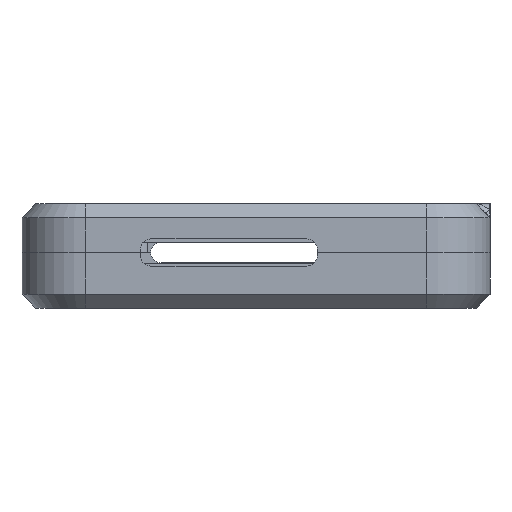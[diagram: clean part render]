
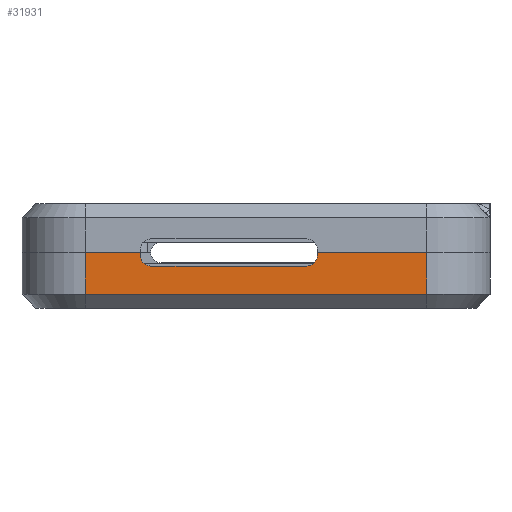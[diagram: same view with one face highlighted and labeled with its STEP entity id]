
A CAD part, left-side view. The second image highlights one B-rep face of the part: STEP entity #31931.
In plain terms, the highlighted planar face has unit normal (-1, 0, 0).
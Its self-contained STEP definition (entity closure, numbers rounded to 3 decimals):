
#377=CIRCLE('',#33660,0.75);
#379=CIRCLE('',#33664,0.75);
#1764=FACE_OUTER_BOUND('',#3371,.T.);
#3371=EDGE_LOOP('',(#27056,#27057,#27058,#27059,#27060,#27061,#27062,#27063,
#27064,#27065));
#7145=LINE('',#49766,#11468);
#7152=LINE('',#49785,#11475);
#7191=LINE('',#50076,#11514);
#7197=LINE('',#50090,#11520);
#7198=LINE('',#50093,#11521);
#7199=LINE('',#50095,#11522);
#7200=LINE('',#50097,#11523);
#7201=LINE('',#50098,#11524);
#11468=VECTOR('',#40276,10.);
#11475=VECTOR('',#40293,10.);
#11514=VECTOR('',#40472,10.);
#11520=VECTOR('',#40484,10.);
#11521=VECTOR('',#40487,10.);
#11522=VECTOR('',#40488,10.);
#11523=VECTOR('',#40489,10.);
#11524=VECTOR('',#40490,10.);
#14756=VERTEX_POINT('',#49759);
#14757=VERTEX_POINT('',#49761);
#14758=VERTEX_POINT('',#49765);
#14762=VERTEX_POINT('',#49774);
#14763=VERTEX_POINT('',#49776);
#14826=VERTEX_POINT('',#50073);
#14827=VERTEX_POINT('',#50075);
#14833=VERTEX_POINT('',#50092);
#14834=VERTEX_POINT('',#50094);
#14835=VERTEX_POINT('',#50096);
#19012=EDGE_CURVE('',#14756,#14757,#377,.T.);
#19014=EDGE_CURVE('',#14758,#14757,#7145,.T.);
#19019=EDGE_CURVE('',#14762,#14763,#379,.T.);
#19024=EDGE_CURVE('',#14756,#14763,#7152,.T.);
#19113=EDGE_CURVE('',#14826,#14827,#7191,.T.);
#19121=EDGE_CURVE('',#14762,#14827,#7197,.T.);
#19122=EDGE_CURVE('',#14833,#14826,#7198,.T.);
#19123=EDGE_CURVE('',#14834,#14833,#7199,.T.);
#19124=EDGE_CURVE('',#14834,#14835,#7200,.T.);
#19125=EDGE_CURVE('',#14758,#14835,#7201,.T.);
#27056=ORIENTED_EDGE('',*,*,#19014,.T.);
#27057=ORIENTED_EDGE('',*,*,#19012,.F.);
#27058=ORIENTED_EDGE('',*,*,#19024,.T.);
#27059=ORIENTED_EDGE('',*,*,#19019,.F.);
#27060=ORIENTED_EDGE('',*,*,#19121,.T.);
#27061=ORIENTED_EDGE('',*,*,#19113,.F.);
#27062=ORIENTED_EDGE('',*,*,#19122,.F.);
#27063=ORIENTED_EDGE('',*,*,#19123,.F.);
#27064=ORIENTED_EDGE('',*,*,#19124,.T.);
#27065=ORIENTED_EDGE('',*,*,#19125,.F.);
#30385=PLANE('',#33740);
#31931=ADVANCED_FACE('',(#1764),#30385,.T.);
#33660=AXIS2_PLACEMENT_3D('',#49762,#40271,#40272);
#33664=AXIS2_PLACEMENT_3D('',#49777,#40284,#40285);
#33740=AXIS2_PLACEMENT_3D('',#50091,#40485,#40486);
#40271=DIRECTION('center_axis',(-1.,0.,0.));
#40272=DIRECTION('ref_axis',(0.,-0.707,-0.707));
#40276=DIRECTION('',(0.,0.,-1.));
#40284=DIRECTION('center_axis',(-1.,0.,0.));
#40285=DIRECTION('ref_axis',(0.,0.707,-0.707));
#40293=DIRECTION('',(0.,1.,0.));
#40472=DIRECTION('',(0.,-1.,0.));
#40484=DIRECTION('',(0.,0.,1.));
#40485=DIRECTION('center_axis',(-1.,0.,0.));
#40486=DIRECTION('ref_axis',(0.,-1.,0.));
#40487=DIRECTION('',(0.,0.,1.));
#40488=DIRECTION('',(0.,1.,0.));
#40489=DIRECTION('',(0.,0.,1.));
#40490=DIRECTION('',(0.,-1.,0.));
#49759=CARTESIAN_POINT('',(215.67,246.21,3.025));
#49761=CARTESIAN_POINT('',(215.67,245.46,3.775));
#49762=CARTESIAN_POINT('Origin',(215.67,246.21,3.775));
#49765=CARTESIAN_POINT('',(215.67,245.46,4.));
#49766=CARTESIAN_POINT('',(215.67,245.46,2.488));
#49774=CARTESIAN_POINT('',(215.67,258.16,3.775));
#49776=CARTESIAN_POINT('',(215.67,257.41,3.025));
#49777=CARTESIAN_POINT('Origin',(215.67,257.41,3.775));
#49785=CARTESIAN_POINT('',(215.67,253.785,3.025));
#50073=CARTESIAN_POINT('',(215.67,262.11,4.));
#50075=CARTESIAN_POINT('',(215.67,258.16,4.));
#50076=CARTESIAN_POINT('',(215.67,237.61,4.));
#50090=CARTESIAN_POINT('',(215.67,258.16,1.513));
#50091=CARTESIAN_POINT('Origin',(215.67,262.11,0.));
#50092=CARTESIAN_POINT('',(215.67,262.11,1.));
#50093=CARTESIAN_POINT('',(215.67,262.11,0.));
#50094=CARTESIAN_POINT('',(215.67,237.61,1.));
#50095=CARTESIAN_POINT('',(215.67,255.985,1.));
#50096=CARTESIAN_POINT('',(215.67,237.61,4.));
#50097=CARTESIAN_POINT('',(215.67,237.61,0.));
#50098=CARTESIAN_POINT('',(215.67,237.61,4.));
